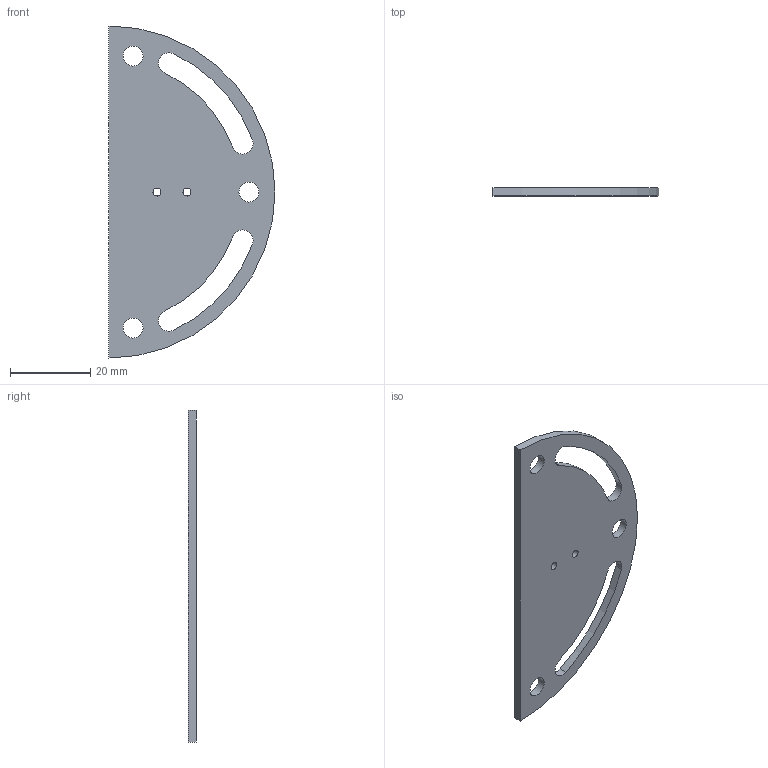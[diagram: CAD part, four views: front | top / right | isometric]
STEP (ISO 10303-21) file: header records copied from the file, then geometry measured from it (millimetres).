
FILE_DESCRIPTION(/* description */ (''),/* implementation_level */ '2;1');
FILE_NAME(/* name */ 'Base 3.stp',/* time_stamp */ '2020-11-04T14:11:34-06:00',/* author */ ('aaron'),/* organization */ (''),/* preprocessor_version */ 'ST-DEVELOPER v18',/* originating_system */ 'Autodesk Inventor 2020',/* authorisation */ '');
FILE_SCHEMA (('AUTOMOTIVE_DESIGN { 1 0 10303 214 3 1 1 }'));
Length unit declared in the file: millimetre
Products named in the file (1): Base 3
Bounding box: 41.5 x 2 x 83 mm (x, y, z)
Volume: 4600.9 mm3; surface area: 5436.7 mm2
Topology: 1 solids, 1 shells, 17 faces, 47 edges, 32 vertices
Faces by surface type: cylinder 14, plane 3
Full cylindrical faces by diameter (mm): 2 x2, 5 x3
Entity records: 636 total; most frequent: DIRECTION 113, CARTESIAN_POINT 97, ORIENTED_EDGE 94, AXIS2_PLACEMENT_3D 48, EDGE_CURVE 47, VERTEX_POINT 32, EDGE_LOOP 31, CIRCLE 30
